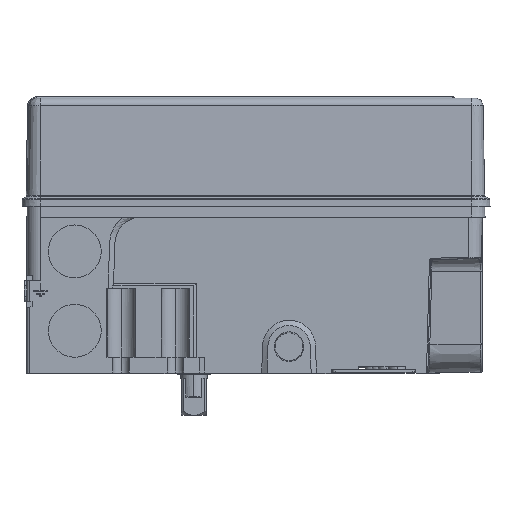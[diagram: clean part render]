
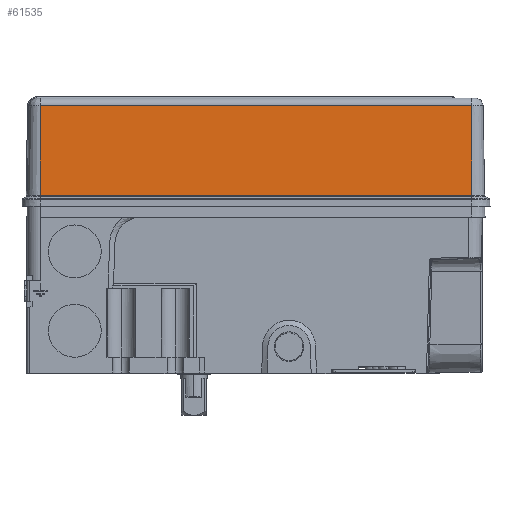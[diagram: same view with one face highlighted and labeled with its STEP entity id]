
A CAD part, top view. The second image highlights one B-rep face of the part: STEP entity #61535.
In plain terms, the highlighted planar face has unit normal (0, 0.018, 1).
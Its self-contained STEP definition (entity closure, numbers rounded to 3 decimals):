
#2643 = VERTEX_POINT ( 'NONE', #41199 ) ;
#2739 = CARTESIAN_POINT ( 'NONE',  ( 54.523, -12.388, 59.094 ) ) ;
#5812 = ORIENTED_EDGE ( 'NONE', *, *, #17553, .T. ) ;
#6634 = LINE ( 'NONE', #21417, #32254 ) ;
#6638 = DIRECTION ( 'NONE',  ( 0., 0.017, 1. ) ) ;
#7262 = CARTESIAN_POINT ( 'NONE',  ( -108.477, -499000., 8768.955 ) ) ;
#17553 = EDGE_CURVE ( 'NONE', #2643, #60202, #42501, .T. ) ;
#19444 = PLANE ( 'NONE',  #25454 ) ;
#21417 = CARTESIAN_POINT ( 'NONE',  ( 54.523, -9.105, 59.037 ) ) ;
#25454 = AXIS2_PLACEMENT_3D ( 'NONE', #35462, #6638, #40358 ) ;
#32254 = VECTOR ( 'NONE', #55284, 1000. ) ;
#32285 = VERTEX_POINT ( 'NONE', #42881 ) ;
#32664 = VECTOR ( 'NONE', #36402, 1000. ) ;
#33553 = ORIENTED_EDGE ( 'NONE', *, *, #48480, .F. ) ;
#34584 = CARTESIAN_POINT ( 'NONE',  ( 54.523, 24.665, 58.447 ) ) ;
#34646 = EDGE_LOOP ( 'NONE', ( #5812, #45581, #33553, #53998 ) ) ;
#35204 = VERTEX_POINT ( 'NONE', #52042 ) ;
#35462 = CARTESIAN_POINT ( 'NONE',  ( -108.477, -12.388, 59.094 ) ) ;
#36402 = DIRECTION ( 'NONE',  ( 0., 1., -0.017 ) ) ;
#40358 = DIRECTION ( 'NONE',  ( 0., -1., 0.017 ) ) ;
#40999 = DIRECTION ( 'NONE',  ( 0., 1., -0.017 ) ) ;
#41199 = CARTESIAN_POINT ( 'NONE',  ( 54.523, -9.105, 59.037 ) ) ;
#41915 = DIRECTION ( 'NONE',  ( -1., 0., 0. ) ) ;
#42501 = LINE ( 'NONE', #2739, #32664 ) ;
#42881 = CARTESIAN_POINT ( 'NONE',  ( -108.477, 24.665, 58.447 ) ) ;
#45581 = ORIENTED_EDGE ( 'NONE', *, *, #59731, .T. ) ;
#48443 = LINE ( 'NONE', #51532, #61260 ) ;
#48480 = EDGE_CURVE ( 'NONE', #35204, #32285, #49258, .T. ) ;
#49258 = LINE ( 'NONE', #7262, #60592 ) ;
#51532 = CARTESIAN_POINT ( 'NONE',  ( -108.477, 24.665, 58.447 ) ) ;
#52042 = CARTESIAN_POINT ( 'NONE',  ( -108.477, -9.105, 59.037 ) ) ;
#52180 = EDGE_CURVE ( 'NONE', #35204, #2643, #6634, .T. ) ;
#53998 = ORIENTED_EDGE ( 'NONE', *, *, #52180, .T. ) ;
#55284 = DIRECTION ( 'NONE',  ( 1., 0., 0. ) ) ;
#55422 = FACE_OUTER_BOUND ( 'NONE', #34646, .T. ) ;
#59731 = EDGE_CURVE ( 'NONE', #60202, #32285, #48443, .T. ) ;
#60202 = VERTEX_POINT ( 'NONE', #34584 ) ;
#60592 = VECTOR ( 'NONE', #40999, 1000. ) ;
#61260 = VECTOR ( 'NONE', #41915, 1000. ) ;
#61535 = ADVANCED_FACE ( 'NONE', ( #55422 ), #19444, .T. ) ;
